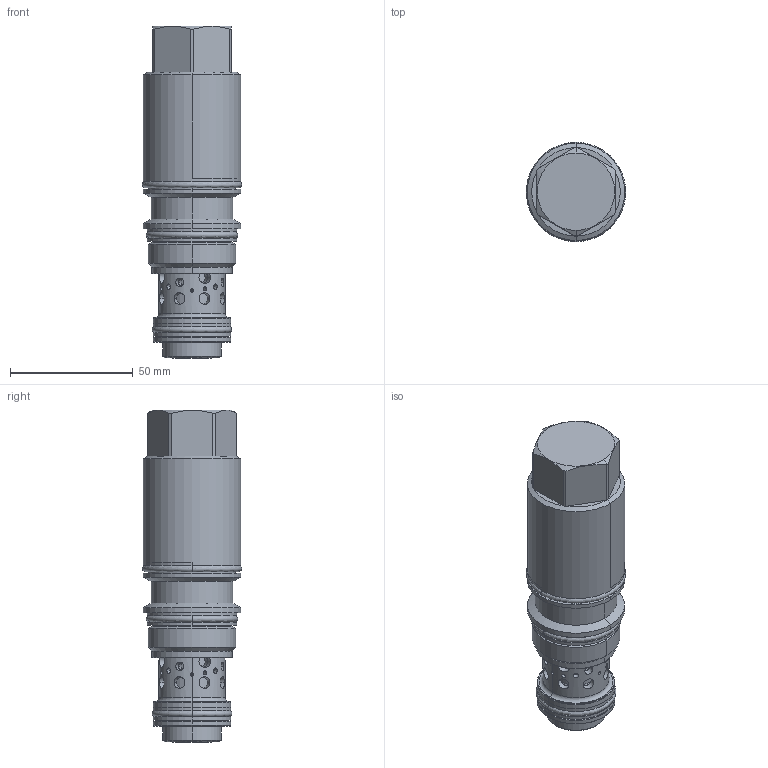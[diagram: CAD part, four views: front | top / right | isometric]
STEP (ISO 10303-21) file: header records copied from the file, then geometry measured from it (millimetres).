
FILE_DESCRIPTION((''),'2;1');
FILE_NAME('MBGBX-LN_PRT','2010-04-13T',('Administrator'),(''),'PRO/ENGINEER BY PARAMETRIC TECHNOLOGY CORPORATION, 2006240','PRO/ENGINEER BY PARAMETRIC TECHNOLOGY CORPORATION, 2006240','');
FILE_SCHEMA(('CONFIG_CONTROL_DESIGN'));
Length unit declared in the file: inch
Products named in the file (1): MBGBX-LN_PRT
Bounding box: 40.36 x 40.35 x 135.02 mm (x, y, z)
Volume: 121558.1 mm3; surface area: 30216.4 mm2
Topology: 4 solids, 5 shells, 310 faces, 796 edges, 492 vertices
Faces by surface type: cylinder 176, cone 48, plane 42, torus 32, revolution 12
Entity records: 12856 total; most frequent: CARTESIAN_POINT 5342, ORIENTED_EDGE 1592, DIRECTION 1462, EDGE_CURVE 796, AXIS2_PLACEMENT_3D 602, VERTEX_POINT 492, EDGE_LOOP 414, FACE_OUTER_BOUND 310
